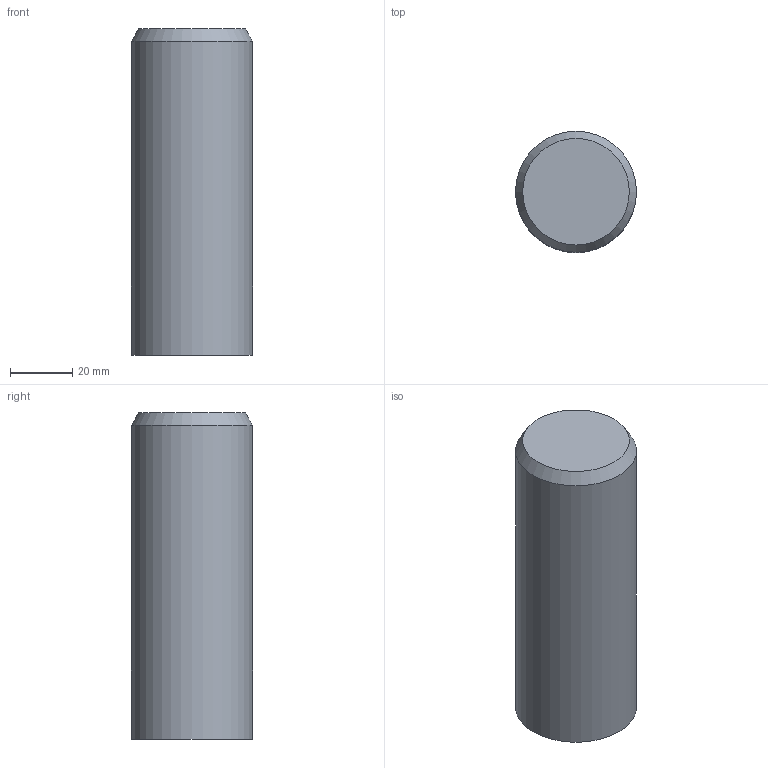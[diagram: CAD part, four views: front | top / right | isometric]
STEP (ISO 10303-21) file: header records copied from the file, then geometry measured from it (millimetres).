
FILE_DESCRIPTION(('FreeCAD Model'),'2;1');
FILE_NAME('Open CASCADE Shape Model','2024-10-28T22:03:39',('Author'),( ''),'Open CASCADE STEP processor 7.6','FreeCAD','Unknown');
FILE_SCHEMA(('AP242_MANAGED_MODEL_BASED_3D_ENGINEERING_MIM_LF. {1 0 10303 442 1 1 4 }'));
Length unit declared in the file: millimetre
Products named in the file (1): Cut005
Bounding box: 38.8 x 38.8 x 104.6 mm (x, y, z)
Volume: 25100.2 mm3; surface area: 26625.5 mm2
Topology: 1 solids, 1 shells, 35 faces, 69 edges, 38 vertices
Faces by surface type: bspline 18, cylinder 10, plane 4, cone 3
Full cylindrical faces by diameter (mm): 32.8 x1, 33.235 x5, 35.6 x1, 38.8 x1
Entity records: 2953 total; most frequent: CARTESIAN_POINT 2372, ORIENTED_EDGE 138, DIRECTION 72, EDGE_CURVE 69, VERTEX_POINT 38, FACE_BOUND 37, EDGE_LOOP 37, ADVANCED_FACE 35
